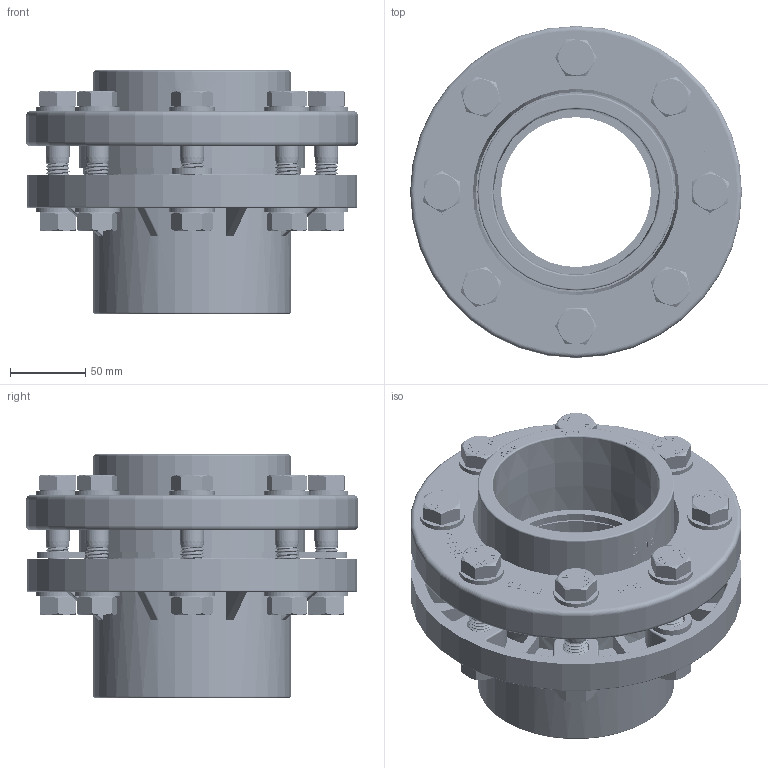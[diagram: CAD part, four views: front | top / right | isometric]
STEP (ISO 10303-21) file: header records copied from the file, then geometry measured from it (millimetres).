
FILE_DESCRIPTION(/* description */ (''),/* implementation_level */ '2;1');
FILE_NAME(/* name */ 'AF0707.000.110.step',/* time_stamp */ '2026-02-13T11:56:31+01:00',/* author */ (''),/* organization */ (''),/* preprocessor_version */ 'ST-DEVELOPER v20.1',/* originating_system */ 'Autodesk Translation Framework v14.24.0.0',/* authorisation */ '');
FILE_SCHEMA (('AUTOMOTIVE_DESIGN { 1 0 10303 214 3 1 1 }'));
Length unit declared in the file: millimetre
Products named in the file (8): 2026-02-12-10-27-24-469; 2026-02-12-10-46-27-766; 2026-02-12-10-46-29-905; 2026-02-12-10-46-31-785; 2026-02-12-10-32-55-657; 2026-02-12-10-32-55-658; 2026-02-12-10-32-55-659; 2026-02-12-10-32-55-707
Assembly tree (7 placements, depth 3):
  2026-02-12-10-27-24-469
    2026-02-12-10-46-27-766
    2026-02-12-10-46-29-905
    2026-02-12-10-46-31-785
    2026-02-12-10-32-55-657
      2026-02-12-10-32-55-658
    2026-02-12-10-32-55-659
    2026-02-12-10-32-55-707
Bounding box: 220.6 x 220.6 x 162.05 mm (x, y, z)
Volume: 1708951.5 mm3; surface area: 452869.2 mm2
Topology: 36 solids, 36 shells, 2861 faces, 7599 edges, 5017 vertices
Faces by surface type: plane 1152, bspline 857, cylinder 675, torus 96, cone 81
Full cylindrical faces by diameter (mm): 4.667 x1, 6.222 x1, 13.127 x136, 14.023 x32, 15.723 x136, 16.25 x28, 16.251 x4, 17 x16, 17.8 x8, 18 x10, 23.641 x8, 30 x16, 99.6 x1, 105.8 x1, 110 x1, 110.8 x1, 115.8 x1, 120.5 x1, 125.5 x1, 130 x1, 131 x1, 131.2 x1, 135 x1, 140 x1, 145 x1, 149.8 x1, 219.6 x1, 220.6 x1
Entity records: 148895 total; most frequent: CARTESIAN_POINT 84442, ORIENTED_EDGE 15198, DIRECTION 10098, EDGE_CURVE 7599, VERTEX_POINT 5017, LINE 3808, VECTOR 3808, EDGE_LOOP 3160
